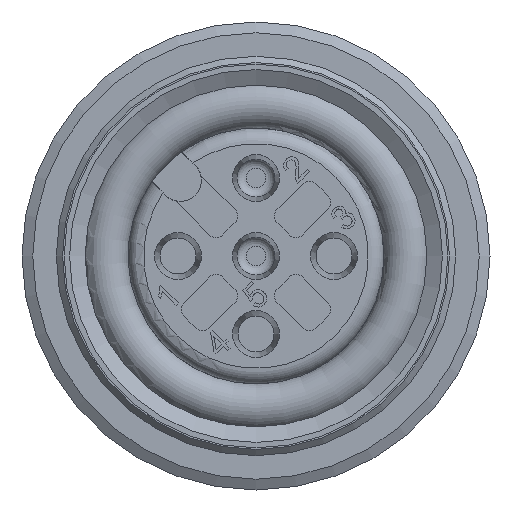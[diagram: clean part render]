
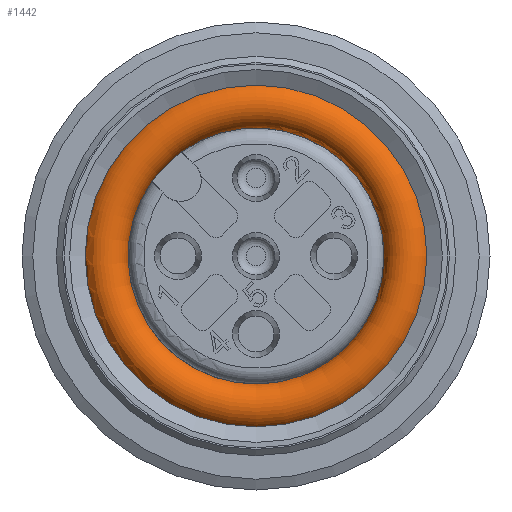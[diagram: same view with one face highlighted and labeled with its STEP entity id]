
A CAD part, left-side view. The second image highlights one B-rep face of the part: STEP entity #1442.
In plain terms, the highlighted toroidal (fillet/blend) face has major radius 4.845 mm and minor radius 0.75 mm.
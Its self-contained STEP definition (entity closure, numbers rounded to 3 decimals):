
#774=B_SPLINE_CURVE_WITH_KNOTS('',3,(#7908,#7909,#7910,#7911,#7912,#7913),
 .UNSPECIFIED.,.F.,.F.,(4,2,4),(0.,0.41,1.),.UNSPECIFIED.);
#775=B_SPLINE_CURVE_WITH_KNOTS('',3,(#7917,#7918,#7919,#7920,#7921,#7922),
 .UNSPECIFIED.,.F.,.F.,(4,2,4),(0.,0.444,1.),.UNSPECIFIED.);
#1297=TOROIDAL_SURFACE('',#4744,4.845,0.75);
#1442=ADVANCED_FACE('',(#1644,#1645,#1646),#1297,.T.);
#1644=FACE_BOUND('',#1857,.T.);
#1645=FACE_BOUND('',#1858,.T.);
#1646=FACE_BOUND('',#1859,.T.);
#1857=EDGE_LOOP('',(#2588,#2589,#2590,#2591));
#1858=EDGE_LOOP('',(#2592));
#1859=EDGE_LOOP('',(#2593));
#2588=ORIENTED_EDGE('',*,*,#3930,.F.);
#2589=ORIENTED_EDGE('',*,*,#3931,.T.);
#2590=ORIENTED_EDGE('',*,*,#3932,.F.);
#2591=ORIENTED_EDGE('',*,*,#3933,.T.);
#2592=ORIENTED_EDGE('',*,*,#3934,.F.);
#2593=ORIENTED_EDGE('',*,*,#3644,.T.);
#3240=VERTEX_POINT('',#6066);
#3420=VERTEX_POINT('',#7906);
#3421=VERTEX_POINT('',#7907);
#3422=VERTEX_POINT('',#7914);
#3423=VERTEX_POINT('',#7916);
#3424=VERTEX_POINT('',#7924);
#3644=EDGE_CURVE('',#3240,#3240,#4257,.T.);
#3930=EDGE_CURVE('',#3420,#3421,#4405,.T.);
#3931=EDGE_CURVE('',#3420,#3422,#774,.T.);
#3932=EDGE_CURVE('',#3423,#3422,#4406,.T.);
#3933=EDGE_CURVE('',#3423,#3421,#775,.T.);
#3934=EDGE_CURVE('',#3424,#3424,#4407,.T.);
#4257=CIRCLE('',#4479,5.475);
#4405=CIRCLE('',#4741,4.1);
#4406=CIRCLE('',#4742,4.1);
#4407=CIRCLE('',#4743,4.723);
#4479=AXIS2_PLACEMENT_3D('',#6065,#4918,#4919);
#4741=AXIS2_PLACEMENT_3D('',#7905,#5512,#5513);
#4742=AXIS2_PLACEMENT_3D('',#7915,#5514,#5515);
#4743=AXIS2_PLACEMENT_3D('',#7923,#5516,#5517);
#4744=AXIS2_PLACEMENT_3D('',#7925,#5518,#5519);
#4918=DIRECTION('',(-1.,0.,0.));
#4919=DIRECTION('',(0.,0.,-1.));
#5512=DIRECTION('',(1.,0.,0.));
#5513=DIRECTION('',(0.,0.,1.));
#5514=DIRECTION('',(-1.,0.,0.));
#5515=DIRECTION('',(0.,0.,-1.));
#5516=DIRECTION('',(-1.,0.,0.));
#5517=DIRECTION('',(0.,0.,-1.));
#5518=DIRECTION('',(1.,0.,0.));
#5519=DIRECTION('',(0.,0.,-1.));
#6065=CARTESIAN_POINT('',(8.103,0.,0.));
#6066=CARTESIAN_POINT('',(8.103,0.,-5.475));
#7905=CARTESIAN_POINT('',(8.596,0.,0.));
#7906=CARTESIAN_POINT('',(8.596,2.382,3.337));
#7907=CARTESIAN_POINT('',(8.596,3.337,2.382));
#7908=CARTESIAN_POINT('',(8.596,2.382,3.337));
#7909=CARTESIAN_POINT('',(8.573,2.38,3.335));
#7910=CARTESIAN_POINT('',(8.549,2.379,3.334));
#7911=CARTESIAN_POINT('',(8.491,2.378,3.333));
#7912=CARTESIAN_POINT('',(8.457,2.379,3.334));
#7913=CARTESIAN_POINT('',(8.424,2.382,3.337));
#7914=CARTESIAN_POINT('',(8.424,2.382,3.337));
#7915=CARTESIAN_POINT('',(8.424,0.,0.));
#7916=CARTESIAN_POINT('',(8.424,3.337,2.382));
#7917=CARTESIAN_POINT('',(8.424,3.337,2.382));
#7918=CARTESIAN_POINT('',(8.449,3.335,2.38));
#7919=CARTESIAN_POINT('',(8.475,3.334,2.379));
#7920=CARTESIAN_POINT('',(8.532,3.333,2.378));
#7921=CARTESIAN_POINT('',(8.565,3.334,2.38));
#7922=CARTESIAN_POINT('',(8.596,3.337,2.382));
#7923=CARTESIAN_POINT('',(9.25,0.,0.));
#7924=CARTESIAN_POINT('',(9.25,0.,-4.723));
#7925=CARTESIAN_POINT('',(8.51,0.,0.));
